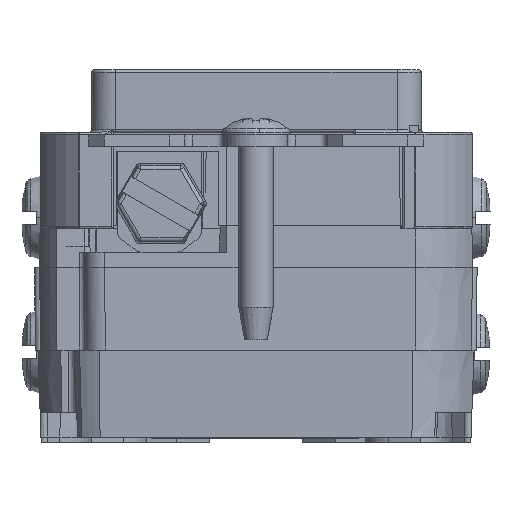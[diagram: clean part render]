
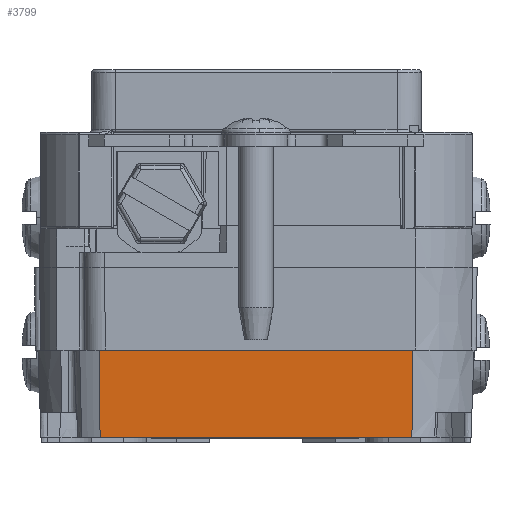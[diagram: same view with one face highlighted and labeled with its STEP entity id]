
A CAD part, front view. The second image highlights one B-rep face of the part: STEP entity #3799.
In plain terms, the highlighted planar face has unit normal (0, -0.999, -0.035).
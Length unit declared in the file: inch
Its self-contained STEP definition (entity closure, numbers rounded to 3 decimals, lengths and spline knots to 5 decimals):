
#1474 = CARTESIAN_POINT ( 'NONE',  ( 0.61289, -1.343, 0. ) ) ;
#3799 = ADVANCED_FACE ( 'NONE', ( #45973 ), #102617, .T. ) ;
#6842 = ORIENTED_EDGE ( 'NONE', *, *, #134116, .F. ) ;
#13936 = EDGE_CURVE ( 'NONE', #48792, #156445, #134921, .T. ) ;
#18076 = DIRECTION ( 'NONE',  ( 0., -0.999, -0.035 ) ) ;
#21517 = CARTESIAN_POINT ( 'NONE',  ( -0.61289, -1.35494, 0.342 ) ) ;
#22438 = DIRECTION ( 'NONE',  ( 1., 0., 0. ) ) ;
#28133 = B_SPLINE_CURVE_WITH_KNOTS ( 'NONE', 3,
 ( #120048, #30238, #173281, #1474 ),
 .UNSPECIFIED., .F., .F.,
 ( 4, 4 ),
 ( 0., 0.00869 ),
 .UNSPECIFIED. ) ;
#29846 = CARTESIAN_POINT ( 'NONE',  ( 0.61289, -1.343, 0. ) ) ;
#30238 = CARTESIAN_POINT ( 'NONE',  ( 0.61454, -1.35096, 0.228 ) ) ;
#34890 = DIRECTION ( 'NONE',  ( 1., 0., 0. ) ) ;
#36377 = LINE ( 'NONE', #21517, #140164 ) ;
#45973 = FACE_OUTER_BOUND ( 'NONE', #101367, .T. ) ;
#48792 = VERTEX_POINT ( 'NONE', #150413 ) ;
#66507 = ORIENTED_EDGE ( 'NONE', *, *, #148063, .T. ) ;
#71648 = CARTESIAN_POINT ( 'NONE',  ( -0.61535, -1.35494, 0.342 ) ) ;
#73338 = AXIS2_PLACEMENT_3D ( 'NONE', #145315, #18076, #159280 ) ;
#80575 = CARTESIAN_POINT ( 'NONE',  ( -0.61289, -1.343, 0. ) ) ;
#85658 = VERTEX_POINT ( 'NONE', #162346 ) ;
#90829 = VERTEX_POINT ( 'NONE', #29846 ) ;
#94287 = CARTESIAN_POINT ( 'NONE',  ( -0.61289, -1.343, 0. ) ) ;
#97075 = ORIENTED_EDGE ( 'NONE', *, *, #13936, .T. ) ;
#101367 = EDGE_LOOP ( 'NONE', ( #66507, #160063, #6842, #97075 ) ) ;
#102617 = PLANE ( 'NONE',  #73338 ) ;
#112653 = EDGE_CURVE ( 'NONE', #85658, #90829, #28133, .T. ) ;
#120048 = CARTESIAN_POINT ( 'NONE',  ( 0.61535, -1.35494, 0.342 ) ) ;
#129017 = VECTOR ( 'NONE', #34890, 39.37008 ) ;
#134116 = EDGE_CURVE ( 'NONE', #48792, #85658, #36377, .T. ) ;
#134921 = B_SPLINE_CURVE_WITH_KNOTS ( 'NONE', 3,
 ( #71648, #171049, #143149, #172873 ),
 .UNSPECIFIED., .F., .F.,
 ( 4, 4 ),
 ( 0., 0.00869 ),
 .UNSPECIFIED. ) ;
#140164 = VECTOR ( 'NONE', #22438, 39.37008 ) ;
#143149 = CARTESIAN_POINT ( 'NONE',  ( -0.61372, -1.34698, 0.114 ) ) ;
#145315 = CARTESIAN_POINT ( 'NONE',  ( -0.61289, -1.343, 0. ) ) ;
#148063 = EDGE_CURVE ( 'NONE', #156445, #90829, #162148, .T. ) ;
#150413 = CARTESIAN_POINT ( 'NONE',  ( -0.61535, -1.35494, 0.342 ) ) ;
#156445 = VERTEX_POINT ( 'NONE', #80575 ) ;
#159280 = DIRECTION ( 'NONE',  ( 0., 0.035, -0.999 ) ) ;
#160063 = ORIENTED_EDGE ( 'NONE', *, *, #112653, .F. ) ;
#162148 = LINE ( 'NONE', #94287, #129017 ) ;
#162346 = CARTESIAN_POINT ( 'NONE',  ( 0.61535, -1.35494, 0.342 ) ) ;
#171049 = CARTESIAN_POINT ( 'NONE',  ( -0.61454, -1.35096, 0.228 ) ) ;
#172873 = CARTESIAN_POINT ( 'NONE',  ( -0.61289, -1.343, 0. ) ) ;
#173281 = CARTESIAN_POINT ( 'NONE',  ( 0.61372, -1.34698, 0.114 ) ) ;
